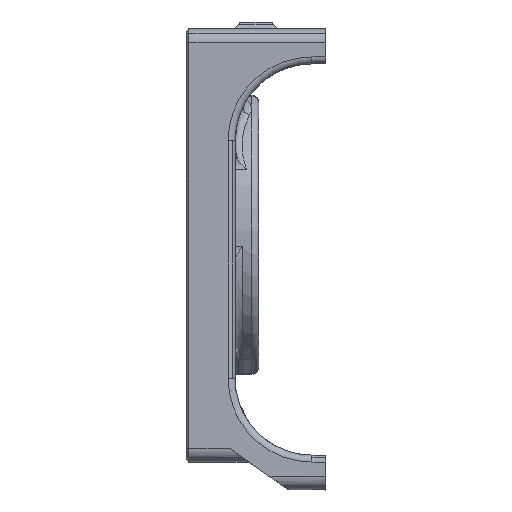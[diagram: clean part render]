
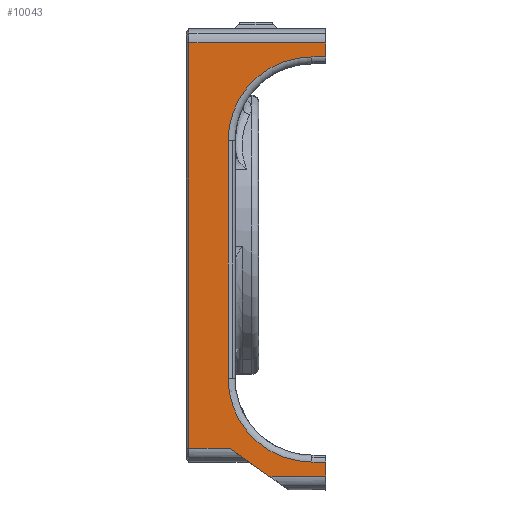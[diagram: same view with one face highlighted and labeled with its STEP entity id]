
A CAD part, left-side view. The second image highlights one B-rep face of the part: STEP entity #10043.
In plain terms, the highlighted planar face has unit normal (-1, 0, 0).
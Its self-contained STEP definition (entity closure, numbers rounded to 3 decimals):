
#65 = CARTESIAN_POINT ( 'NONE',  ( 117.5, -38., -122.096 ) ) ;
#667 = EDGE_CURVE ( 'NONE', #8754, #3733, #12689, .T. ) ;
#716 = DIRECTION ( 'NONE',  ( 0., -1., 0. ) ) ;
#847 = CARTESIAN_POINT ( 'NONE',  ( 117.5, -39.5, -62.096 ) ) ;
#918 = CARTESIAN_POINT ( 'NONE',  ( 117.5, -38., -60.096 ) ) ;
#1734 = VECTOR ( 'NONE', #10679, 1000. ) ;
#1933 = EDGE_CURVE ( 'NONE', #14213, #5099, #16115, .T. ) ;
#2312 = DIRECTION ( 'NONE',  ( 0., 0., -1. ) ) ;
#2748 = CARTESIAN_POINT ( 'NONE',  ( 117.5, -36., -62.096 ) ) ;
#2946 = DIRECTION ( 'NONE',  ( 0., -1., 0. ) ) ;
#3009 = ORIENTED_EDGE ( 'NONE', *, *, #667, .F. ) ;
#3614 = EDGE_CURVE ( 'NONE', #13489, #15966, #11491, .T. ) ;
#3733 = VERTEX_POINT ( 'NONE', #15806 ) ;
#4160 = EDGE_CURVE ( 'NONE', #11123, #3733, #8911, .T. ) ;
#4298 = EDGE_CURVE ( 'NONE', #12220, #10181, #5174, .T. ) ;
#4609 = EDGE_LOOP ( 'NONE', ( #12261, #12943, #9380, #14953, #8712, #5293, #6601, #16161, #7670, #5900, #3009, #15290 ) ) ;
#4710 = VECTOR ( 'NONE', #12965, 1000. ) ;
#4976 = AXIS2_PLACEMENT_3D ( 'NONE', #16360, #13850, #13691 ) ;
#5099 = VERTEX_POINT ( 'NONE', #7165 ) ;
#5151 = LINE ( 'NONE', #7669, #4710 ) ;
#5174 = LINE ( 'NONE', #9516, #7082 ) ;
#5293 = ORIENTED_EDGE ( 'NONE', *, *, #11520, .T. ) ;
#5328 = PLANE ( 'NONE',  #11085 ) ;
#5378 = EDGE_CURVE ( 'NONE', #9744, #5099, #5423, .T. ) ;
#5423 = LINE ( 'NONE', #16093, #12348 ) ;
#5699 = AXIS2_PLACEMENT_3D ( 'NONE', #14185, #16594, #16853 ) ;
#5900 = ORIENTED_EDGE ( 'NONE', *, *, #4160, .T. ) ;
#6130 = DIRECTION ( 'NONE',  ( 0., -1., 0. ) ) ;
#6187 = DIRECTION ( 'NONE',  ( 0., 1., 0. ) ) ;
#6243 = CIRCLE ( 'NONE', #5699, 12. ) ;
#6337 = CARTESIAN_POINT ( 'NONE',  ( 117.5, -18.4, -118.096 ) ) ;
#6364 = CIRCLE ( 'NONE', #4976, 12. ) ;
#6601 = ORIENTED_EDGE ( 'NONE', *, *, #14263, .T. ) ;
#6792 = VECTOR ( 'NONE', #6130, 1000. ) ;
#7054 = VERTEX_POINT ( 'NONE', #16171 ) ;
#7082 = VECTOR ( 'NONE', #9338, 1000. ) ;
#7165 = CARTESIAN_POINT ( 'NONE',  ( 117.5, -38., -122.096 ) ) ;
#7223 = EDGE_CURVE ( 'NONE', #14213, #11112, #9284, .T. ) ;
#7458 = CARTESIAN_POINT ( 'NONE',  ( 117.5, -32.5, -118.096 ) ) ;
#7482 = LINE ( 'NONE', #12788, #9810 ) ;
#7569 = DIRECTION ( 'NONE',  ( 0., 0., -1. ) ) ;
#7669 = CARTESIAN_POINT ( 'NONE',  ( 117.5, -38., -120.096 ) ) ;
#7670 = ORIENTED_EDGE ( 'NONE', *, *, #11560, .T. ) ;
#7680 = CARTESIAN_POINT ( 'NONE',  ( 117.5, -38., -58.096 ) ) ;
#8084 = CARTESIAN_POINT ( 'NONE',  ( 117.5, -18.4, -60.096 ) ) ;
#8236 = CARTESIAN_POINT ( 'NONE',  ( 117.5, -24., -108.096 ) ) ;
#8712 = ORIENTED_EDGE ( 'NONE', *, *, #5378, .F. ) ;
#8754 = VERTEX_POINT ( 'NONE', #918 ) ;
#8911 = LINE ( 'NONE', #847, #6792 ) ;
#9284 = LINE ( 'NONE', #14576, #1734 ) ;
#9338 = DIRECTION ( 'NONE',  ( 0., 0., 1. ) ) ;
#9380 = ORIENTED_EDGE ( 'NONE', *, *, #7223, .F. ) ;
#9505 = DIRECTION ( 'NONE',  ( 0., 0., -1. ) ) ;
#9516 = CARTESIAN_POINT ( 'NONE',  ( 117.5, -24., -66.096 ) ) ;
#9701 = VECTOR ( 'NONE', #716, 1000. ) ;
#9744 = VERTEX_POINT ( 'NONE', #15152 ) ;
#9810 = VECTOR ( 'NONE', #6187, 1000. ) ;
#10043 = ADVANCED_FACE ( 'NONE', ( #13064 ), #5328, .T. ) ;
#10181 = VERTEX_POINT ( 'NONE', #12107 ) ;
#10273 = CARTESIAN_POINT ( 'NONE',  ( 117.5, -18.4, -74.596 ) ) ;
#10643 = EDGE_CURVE ( 'NONE', #15966, #11112, #16578, .T. ) ;
#10679 = DIRECTION ( 'NONE',  ( 0., 0.819, 0.574 ) ) ;
#11085 = AXIS2_PLACEMENT_3D ( 'NONE', #7680, #16964, #13232 ) ;
#11112 = VERTEX_POINT ( 'NONE', #15666 ) ;
#11123 = VERTEX_POINT ( 'NONE', #2748 ) ;
#11491 = LINE ( 'NONE', #10273, #13430 ) ;
#11520 = EDGE_CURVE ( 'NONE', #9744, #7054, #5151, .T. ) ;
#11560 = EDGE_CURVE ( 'NONE', #10181, #11123, #6364, .T. ) ;
#12107 = CARTESIAN_POINT ( 'NONE',  ( 117.5, -24., -74.096 ) ) ;
#12220 = VERTEX_POINT ( 'NONE', #8236 ) ;
#12261 = ORIENTED_EDGE ( 'NONE', *, *, #3614, .T. ) ;
#12348 = VECTOR ( 'NONE', #9505, 1000. ) ;
#12689 = LINE ( 'NONE', #12949, #16721 ) ;
#12788 = CARTESIAN_POINT ( 'NONE',  ( 117.5, -38., -60.096 ) ) ;
#12943 = ORIENTED_EDGE ( 'NONE', *, *, #10643, .T. ) ;
#12949 = CARTESIAN_POINT ( 'NONE',  ( 117.5, -38., -56.096 ) ) ;
#12965 = DIRECTION ( 'NONE',  ( 0., 1., 0. ) ) ;
#13064 = FACE_OUTER_BOUND ( 'NONE', #4609, .T. ) ;
#13232 = DIRECTION ( 'NONE',  ( 0., 1., 0. ) ) ;
#13430 = VECTOR ( 'NONE', #2312, 1000. ) ;
#13489 = VERTEX_POINT ( 'NONE', #8084 ) ;
#13677 = CARTESIAN_POINT ( 'NONE',  ( 117.5, -29.856, -122.096 ) ) ;
#13691 = DIRECTION ( 'NONE',  ( 0., 0.707, 0.707 ) ) ;
#13850 = DIRECTION ( 'NONE',  ( 1., 0., 0. ) ) ;
#14185 = CARTESIAN_POINT ( 'NONE',  ( 117.5, -36., -108.096 ) ) ;
#14213 = VERTEX_POINT ( 'NONE', #13677 ) ;
#14263 = EDGE_CURVE ( 'NONE', #7054, #12220, #6243, .T. ) ;
#14326 = EDGE_CURVE ( 'NONE', #8754, #13489, #7482, .T. ) ;
#14460 = VECTOR ( 'NONE', #2946, 1000. ) ;
#14576 = CARTESIAN_POINT ( 'NONE',  ( 117.5, -18.982, -114.482 ) ) ;
#14953 = ORIENTED_EDGE ( 'NONE', *, *, #1933, .T. ) ;
#15152 = CARTESIAN_POINT ( 'NONE',  ( 117.5, -38., -120.096 ) ) ;
#15290 = ORIENTED_EDGE ( 'NONE', *, *, #14326, .T. ) ;
#15666 = CARTESIAN_POINT ( 'NONE',  ( 117.5, -24.144, -118.096 ) ) ;
#15806 = CARTESIAN_POINT ( 'NONE',  ( 117.5, -38., -62.096 ) ) ;
#15966 = VERTEX_POINT ( 'NONE', #6337 ) ;
#16093 = CARTESIAN_POINT ( 'NONE',  ( 117.5, -38., -120.096 ) ) ;
#16115 = LINE ( 'NONE', #65, #14460 ) ;
#16161 = ORIENTED_EDGE ( 'NONE', *, *, #4298, .T. ) ;
#16171 = CARTESIAN_POINT ( 'NONE',  ( 117.5, -36., -120.096 ) ) ;
#16360 = CARTESIAN_POINT ( 'NONE',  ( 117.5, -36., -74.096 ) ) ;
#16578 = LINE ( 'NONE', #7458, #9701 ) ;
#16594 = DIRECTION ( 'NONE',  ( 1., 0., 0. ) ) ;
#16721 = VECTOR ( 'NONE', #7569, 1000. ) ;
#16853 = DIRECTION ( 'NONE',  ( 0., 0.707, -0.707 ) ) ;
#16964 = DIRECTION ( 'NONE',  ( -1., 0., 0. ) ) ;
